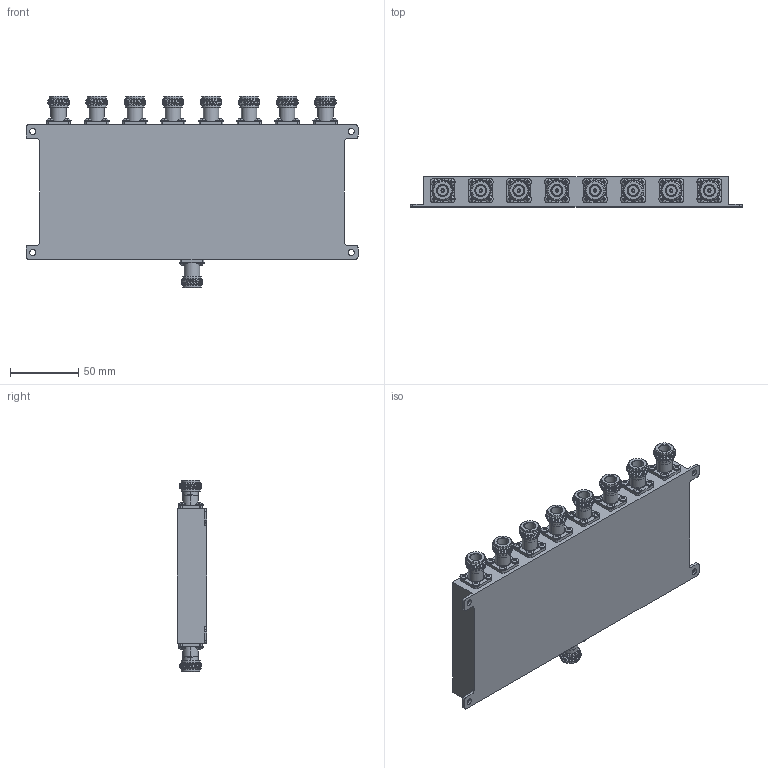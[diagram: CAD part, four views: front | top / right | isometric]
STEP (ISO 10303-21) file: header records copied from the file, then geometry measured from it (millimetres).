
FILE_DESCRIPTION (( 'STEP AP214' ), '1' );
FILE_NAME ('FMDV1280_3D.step', '2025-03-18T15:11:39', ( '' ), ( '' ), 'SwSTEP 2.0', 'SolidWorks 2022', '' );
FILE_SCHEMA (( 'AUTOMOTIVE_DESIGN' ));
Length unit declared in the file: inch
Products named in the file (3): N Female^FMDV1280; Body^FMDV1280; FMDV1280_3D
Assembly tree (10 placements, depth 2):
  FMDV1280_3D
    Body^FMDV1280
    N Female^FMDV1280  x9
Bounding box: 244 x 22.03 x 140.4 mm (x, y, z)
Volume: 513310.7 mm3; surface area: 85299.4 mm2
Topology: 46 solids, 55 shells, 5399 faces, 13299 edges, 8200 vertices
Faces by surface type: plane 1544, bspline 1414, cone 1278, cylinder 857, torus 234, sphere 72
Entity records: 67693 total; most frequent: CARTESIAN_POINT 35631, ORIENTED_EDGE 7494, DIRECTION 4825, EDGE_CURVE 3747, VERTEX_POINT 2424, LINE 2057, VECTOR 2057, EDGE_LOOP 1543
